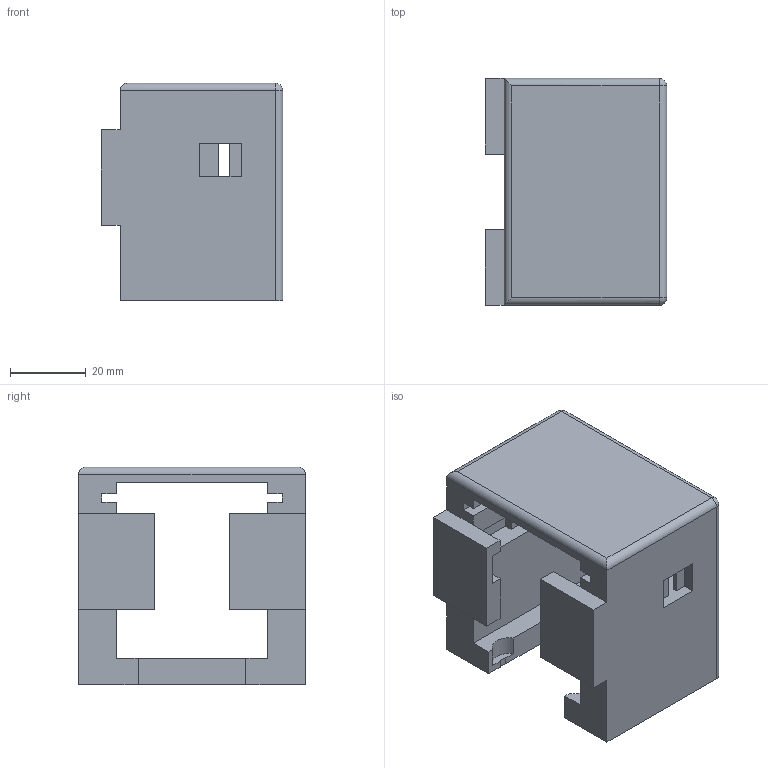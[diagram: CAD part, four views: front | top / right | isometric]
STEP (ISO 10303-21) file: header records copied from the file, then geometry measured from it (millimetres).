
FILE_DESCRIPTION(('CATIA V5 STEP Exchange'),'2;1');
FILE_NAME('转向灯开关.stp','2025-02-17T13:12:44+00:00',('none'),('none'),'CATIA Version 5 Release 21 GA (IN-10)','CATIA V5 STEP AP203','none');
FILE_SCHEMA(('CONFIG_CONTROL_DESIGN'));
Length unit declared in the file: millimetre
Products named in the file (1): 灯光组合开关
Bounding box: 48 x 60 x 57.6 mm (x, y, z)
Volume: 60743.1 mm3; surface area: 23846.5 mm2
Topology: 1 solids, 1 shells, 100 faces, 291 edges, 190 vertices
Faces by surface type: plane 80, cylinder 18, sphere 2
Entity records: 3104 total; most frequent: ORIENTED_EDGE 578, CARTESIAN_POINT 565, DIRECTION 413, EDGE_CURVE 289, VECTOR 253, LINE 253, VERTEX_POINT 190, EDGE_LOOP 109
